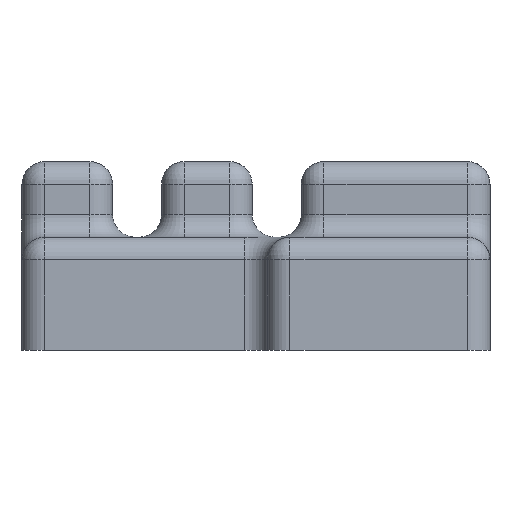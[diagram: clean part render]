
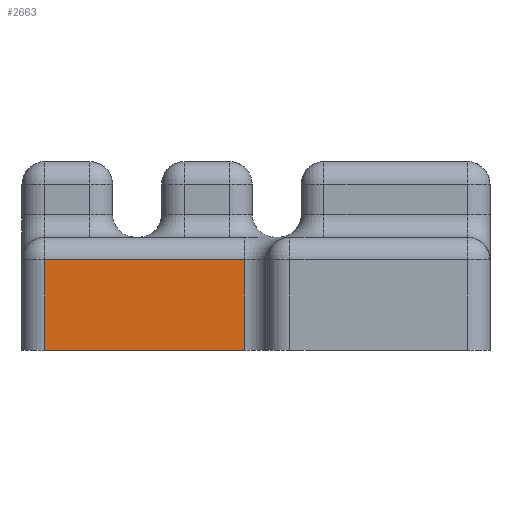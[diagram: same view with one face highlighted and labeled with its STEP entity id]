
A CAD part, left-side view. The second image highlights one B-rep face of the part: STEP entity #2663.
In plain terms, the highlighted planar face has unit normal (-1, 0, 0).
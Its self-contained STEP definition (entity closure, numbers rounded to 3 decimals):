
#1184=CARTESIAN_POINT('',(-11.4,-10.8,-0.6));
#1185=VERTEX_POINT('',#1184);
#1193=CARTESIAN_POINT('',(-11.4,-5.5,-0.6));
#1194=VERTEX_POINT('',#1193);
#1195=CARTESIAN_POINT('',(-11.4,-10.8,-0.6));
#1196=DIRECTION('',(0.,1.,0.));
#1197=VECTOR('',#1196,5.3);
#1198=LINE('',#1195,#1197);
#1199=EDGE_CURVE('',#1185,#1194,#1198,.T.);
#2063=CARTESIAN_POINT('',(-11.4,-10.8,1.8));
#2064=VERTEX_POINT('',#2063);
#2072=CARTESIAN_POINT('',(-11.4,-10.8,-0.6));
#2073=DIRECTION('',(0.,0.,1.));
#2074=VECTOR('',#2073,2.4);
#2075=LINE('',#2072,#2074);
#2076=EDGE_CURVE('',#1185,#2064,#2075,.T.);
#2640=CARTESIAN_POINT('',(-11.4,-4.8,-19.3));
#2641=DIRECTION('',(1.,0.,0.));
#2642=DIRECTION('',(0.,0.,1.));
#2643=AXIS2_PLACEMENT_3D('',#2640,#2641,#2642);
#2644=PLANE('',#2643);
#2645=CARTESIAN_POINT('',(-11.4,-5.5,1.8));
#2646=VERTEX_POINT('',#2645);
#2647=CARTESIAN_POINT('',(-11.4,-10.8,1.8));
#2648=DIRECTION('',(-0.,1.,0.));
#2649=VECTOR('',#2648,5.3);
#2650=LINE('',#2647,#2649);
#2651=EDGE_CURVE('',#2064,#2646,#2650,.T.);
#2652=ORIENTED_EDGE('',*,*,#2651,.T.);
#2653=CARTESIAN_POINT('',(-11.4,-5.5,1.8));
#2654=DIRECTION('',(-0.,-0.,-1.));
#2655=VECTOR('',#2654,2.4);
#2656=LINE('',#2653,#2655);
#2657=EDGE_CURVE('',#2646,#1194,#2656,.T.);
#2658=ORIENTED_EDGE('',*,*,#2657,.T.);
#2659=ORIENTED_EDGE('',*,*,#1199,.F.);
#2660=ORIENTED_EDGE('',*,*,#2076,.T.);
#2661=EDGE_LOOP('',(#2652,#2658,#2659,#2660));
#2662=FACE_BOUND('',#2661,.T.);
#2663=ADVANCED_FACE('',(#2662),#2644,.F.);
